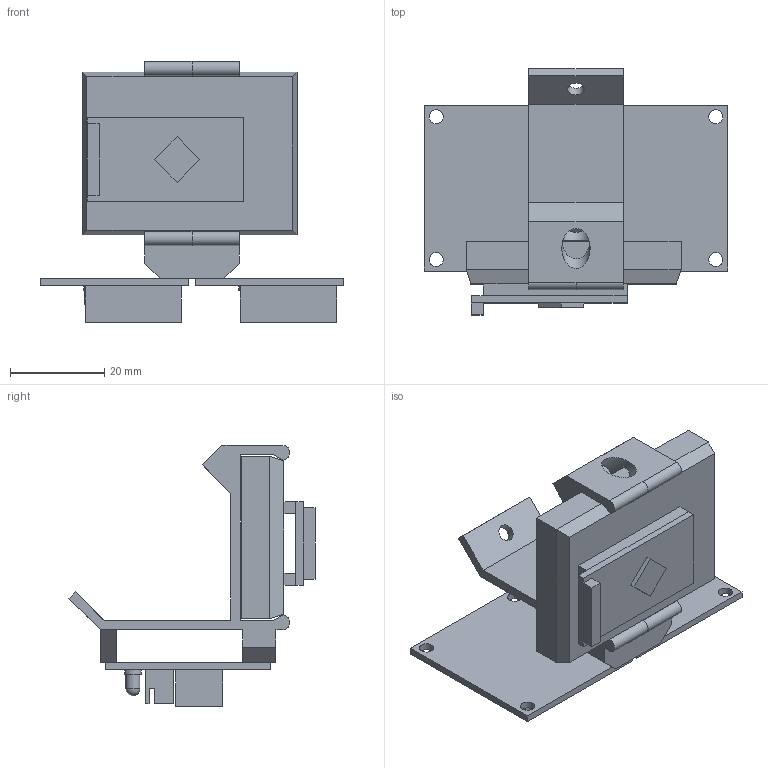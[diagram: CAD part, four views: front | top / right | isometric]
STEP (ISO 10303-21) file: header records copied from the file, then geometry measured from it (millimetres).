
FILE_DESCRIPTION(('FreeCAD Model'),'2;1');
FILE_NAME( 'board-bracket.step' ,'2015-07-04T12:42:18',('FreeCAD'),('FreeCAD'), 'Open CASCADE STEP processor 6.5','FreeCAD','Unknown');
FILE_SCHEMA(('AUTOMOTIVE_DESIGN_CC2 { 1 2 10303 214 -1 1 5 4 }'));
Length unit declared in the file: millimetre
Products named in the file (4): arduino-breadboard; driver-board-right; driver-board-left; board-bracket
Bounding box: 64.35 x 52.12 x 55.3 mm (x, y, z)
Volume: 27997.7 mm3; surface area: 18329 mm2
Topology: 4 solids, 4 shells, 179 faces, 471 edges, 313 vertices
Faces by surface type: plane 138, cylinder 33, sphere 8
Full cylindrical faces by diameter (mm): 2.75 x2, 3 x16, 3.5 x10, 6 x1
Entity records: 12607 total; most frequent: CARTESIAN_POINT 2026, DIRECTION 1792, LINE 1175, VECTOR 1175, ORIENTED_EDGE 926, PCURVE 926, DEFINITIONAL_REPRESENTATION 926, EDGE_CURVE 463
